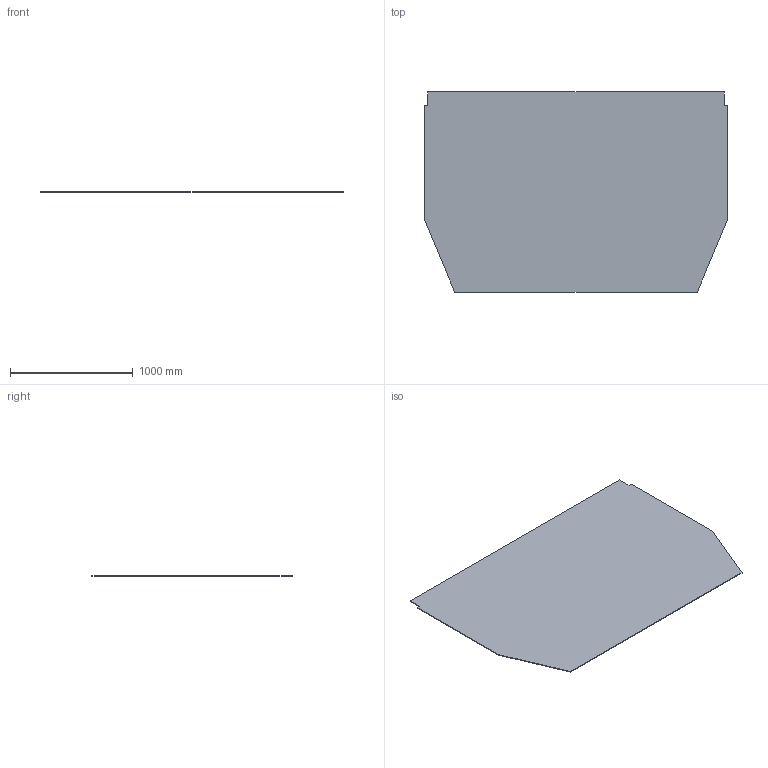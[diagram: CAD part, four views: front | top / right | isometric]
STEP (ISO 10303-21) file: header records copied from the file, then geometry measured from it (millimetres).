
FILE_DESCRIPTION (( 'STEP AP203' ), '1' );
FILE_NAME ('M5 - erp33360_kapak.IGS_Default_sldprt.STEP', '2023-01-17T11:23:45', ( '' ), ( '' ), 'SwSTEP 2.0', 'SolidWorks 2019', '' );
FILE_SCHEMA (( 'CONFIG_CONTROL_DESIGN' ));
Length unit declared in the file: millimetre
Products named in the file (1): M5 - erp33360_kapak.IGS_Default_sldprt
Bounding box: 2460 x 1628 x 6 mm (x, y, z)
Volume: 23148629 mm3; surface area: 7762932.6 mm2
Topology: 1 solids, 1 shells, 12 faces, 30 edges, 20 vertices
Faces by surface type: bspline 12
Entity records: 407 total; most frequent: CARTESIAN_POINT 135, ORIENTED_EDGE 60, EDGE_CURVE 30, B_SPLINE_CURVE_WITH_KNOTS 30, VERTEX_POINT 20, EDGE_LOOP 12, B_SPLINE_SURFACE_WITH_KNOTS 12, ADVANCED_FACE 12
